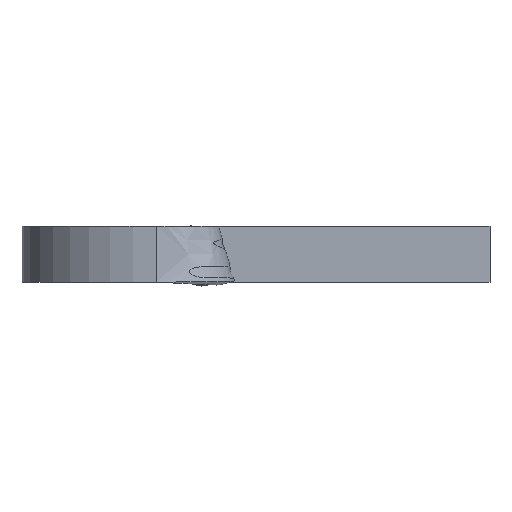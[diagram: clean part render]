
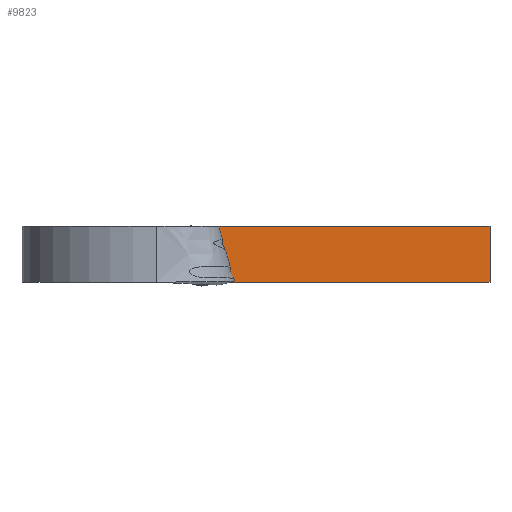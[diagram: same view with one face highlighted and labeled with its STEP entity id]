
A CAD part, left-side view. The second image highlights one B-rep face of the part: STEP entity #9823.
In plain terms, the highlighted planar face has unit normal (-1, 0, 0).
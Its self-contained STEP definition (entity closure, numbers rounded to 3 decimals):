
#125 = CARTESIAN_POINT ( 'NONE',  ( -6., 71.275, -6. ) ) ;
#223 = EDGE_LOOP ( 'NONE', ( #4243, #4071, #12619, #1410 ) ) ;
#263 = VECTOR ( 'NONE', #11119, 1000. ) ;
#1013 = LINE ( 'NONE', #2659, #5959 ) ;
#1110 = LINE ( 'NONE', #125, #9595 ) ;
#1410 = ORIENTED_EDGE ( 'NONE', *, *, #13020, .T. ) ;
#1457 = VERTEX_POINT ( 'NONE', #11233 ) ;
#1538 = VERTEX_POINT ( 'NONE', #1644 ) ;
#1644 = CARTESIAN_POINT ( 'NONE',  ( -6., 0., 6. ) ) ;
#1962 = EDGE_CURVE ( 'NONE', #1538, #4887, #5627, .T. ) ;
#2659 = CARTESIAN_POINT ( 'NONE',  ( -6., 0., -6. ) ) ;
#3448 = DIRECTION ( 'NONE',  ( 0., 0., -1. ) ) ;
#3482 = EDGE_CURVE ( 'NONE', #1538, #1457, #1013, .T. ) ;
#4071 = ORIENTED_EDGE ( 'NONE', *, *, #3482, .F. ) ;
#4243 = ORIENTED_EDGE ( 'NONE', *, *, #9172, .F. ) ;
#4314 = PLANE ( 'NONE',  #10842 ) ;
#4848 = FACE_OUTER_BOUND ( 'NONE', #223, .T. ) ;
#4887 = VERTEX_POINT ( 'NONE', #13819 ) ;
#5498 = DIRECTION ( 'NONE',  ( -1., 0., 0. ) ) ;
#5627 = LINE ( 'NONE', #12042, #11277 ) ;
#5959 = VECTOR ( 'NONE', #13950, 1000. ) ;
#8791 = LINE ( 'NONE', #13183, #263 ) ;
#8935 = CARTESIAN_POINT ( 'NONE',  ( -6., 0., -6. ) ) ;
#9172 = EDGE_CURVE ( 'NONE', #1457, #14373, #8791, .T. ) ;
#9595 = VECTOR ( 'NONE', #3448, 1000. ) ;
#9823 = ADVANCED_FACE ( 'NONE', ( #4848 ), #4314, .T. ) ;
#10007 = DIRECTION ( 'NONE',  ( 0., 0., -1. ) ) ;
#10842 = AXIS2_PLACEMENT_3D ( 'NONE', #8935, #5498, #10007 ) ;
#11119 = DIRECTION ( 'NONE',  ( 0., 1., 0. ) ) ;
#11233 = CARTESIAN_POINT ( 'NONE',  ( -6., 0., -6. ) ) ;
#11277 = VECTOR ( 'NONE', #13328, 1000. ) ;
#12042 = CARTESIAN_POINT ( 'NONE',  ( -6., 0., 6. ) ) ;
#12619 = ORIENTED_EDGE ( 'NONE', *, *, #1962, .T. ) ;
#13020 = EDGE_CURVE ( 'NONE', #4887, #14373, #1110, .T. ) ;
#13183 = CARTESIAN_POINT ( 'NONE',  ( -6., 0., -6. ) ) ;
#13328 = DIRECTION ( 'NONE',  ( 0., 1., 0. ) ) ;
#13819 = CARTESIAN_POINT ( 'NONE',  ( -6., 71.275, 6. ) ) ;
#13950 = DIRECTION ( 'NONE',  ( 0., 0., -1. ) ) ;
#14373 = VERTEX_POINT ( 'NONE', #14493 ) ;
#14493 = CARTESIAN_POINT ( 'NONE',  ( -6., 71.275, -6. ) ) ;
